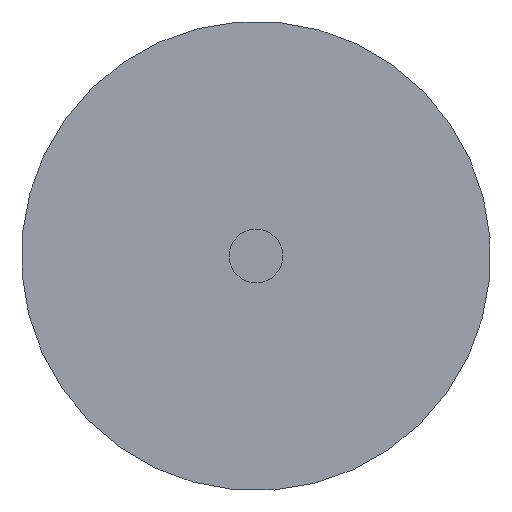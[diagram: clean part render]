
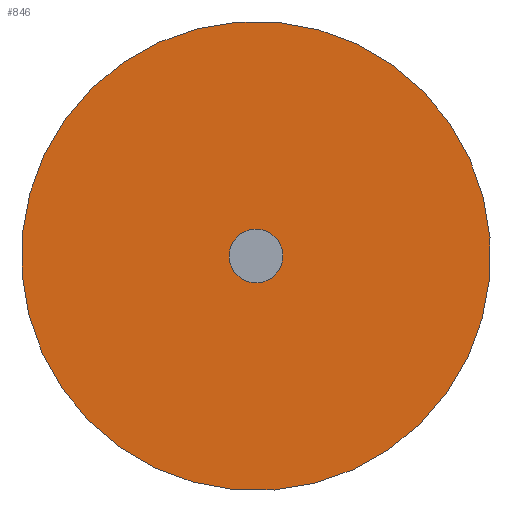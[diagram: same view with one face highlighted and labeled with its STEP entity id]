
A CAD part, front view. The second image highlights one B-rep face of the part: STEP entity #846.
In plain terms, the highlighted planar face has unit normal (0, -1, 0).
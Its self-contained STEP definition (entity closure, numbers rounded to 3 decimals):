
#39=FACE_BOUND('',#209,.T.);
#95=CIRCLE('',#966,23.779);
#96=CIRCLE('',#967,23.779);
#97=CIRCLE('',#969,2.725);
#98=CIRCLE('',#970,2.725);
#160=FACE_OUTER_BOUND('',#208,.T.);
#208=EDGE_LOOP('',(#731,#732));
#209=EDGE_LOOP('',(#733,#734));
#379=VERTEX_POINT('',#1653);
#380=VERTEX_POINT('',#1654);
#381=VERTEX_POINT('',#1659);
#382=VERTEX_POINT('',#1660);
#496=EDGE_CURVE('',#379,#380,#95,.T.);
#497=EDGE_CURVE('',#380,#379,#96,.T.);
#499=EDGE_CURVE('',#381,#382,#97,.T.);
#500=EDGE_CURVE('',#382,#381,#98,.T.);
#731=ORIENTED_EDGE('',*,*,#496,.T.);
#732=ORIENTED_EDGE('',*,*,#497,.T.);
#733=ORIENTED_EDGE('',*,*,#499,.F.);
#734=ORIENTED_EDGE('',*,*,#500,.F.);
#758=PLANE('',#968);
#846=ADVANCED_FACE('',(#160,#39),#758,.T.);
#966=AXIS2_PLACEMENT_3D('',#1655,#1212,#1213);
#967=AXIS2_PLACEMENT_3D('',#1656,#1214,#1215);
#968=AXIS2_PLACEMENT_3D('',#1658,#1217,#1218);
#969=AXIS2_PLACEMENT_3D('',#1661,#1219,#1220);
#970=AXIS2_PLACEMENT_3D('',#1662,#1221,#1222);
#1212=DIRECTION('center_axis',(0.,-1.,0.));
#1213=DIRECTION('ref_axis',(0.582,0.,0.814));
#1214=DIRECTION('center_axis',(0.,-1.,0.));
#1215=DIRECTION('ref_axis',(0.582,0.,0.814));
#1217=DIRECTION('center_axis',(0.,-1.,0.));
#1218=DIRECTION('ref_axis',(0.814,0.,-0.582));
#1219=DIRECTION('center_axis',(0.,-1.,0.));
#1220=DIRECTION('ref_axis',(0.582,0.,0.814));
#1221=DIRECTION('center_axis',(0.,-1.,0.));
#1222=DIRECTION('ref_axis',(0.582,0.,0.814));
#1653=CARTESIAN_POINT('',(13.829,0.,19.344));
#1654=CARTESIAN_POINT('',(-13.829,0.,-19.344));
#1655=CARTESIAN_POINT('Origin',(0.,0.,
0.));
#1656=CARTESIAN_POINT('Origin',(0.,0.,
0.));
#1658=CARTESIAN_POINT('Origin',(1.585,0.,2.217));
#1659=CARTESIAN_POINT('',(1.585,0.,2.217));
#1660=CARTESIAN_POINT('',(-1.585,0.,-2.217));
#1661=CARTESIAN_POINT('Origin',(0.,0.,
0.));
#1662=CARTESIAN_POINT('Origin',(0.,0.,
0.));
